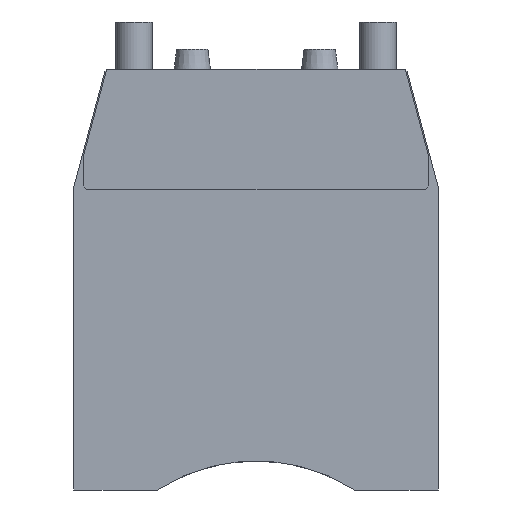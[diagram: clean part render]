
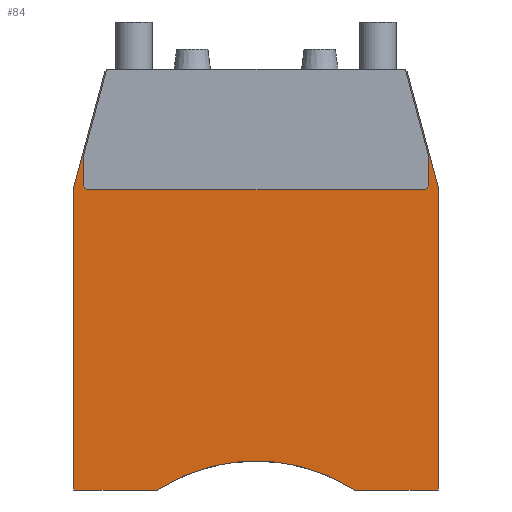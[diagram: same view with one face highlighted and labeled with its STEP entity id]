
A CAD part, left-side view. The second image highlights one B-rep face of the part: STEP entity #84.
In plain terms, the highlighted planar face has unit normal (-1, 0, 0).
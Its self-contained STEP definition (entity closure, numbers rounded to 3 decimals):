
#66=CIRCLE('',#665,50.);
#84=ADVANCED_FACE('',(#148),#119,.T.);
#119=PLANE('',#666);
#148=FACE_OUTER_BOUND('',#179,.T.);
#179=EDGE_LOOP('',(#247,#248,#249,#250,#251,#252,#253,#254,#255,#256,#257,
#258,#259,#260,#261,#262));
#247=ORIENTED_EDGE('',*,*,#448,.F.);
#248=ORIENTED_EDGE('',*,*,#432,.F.);
#249=ORIENTED_EDGE('',*,*,#449,.F.);
#250=ORIENTED_EDGE('',*,*,#450,.F.);
#251=ORIENTED_EDGE('',*,*,#451,.F.);
#252=ORIENTED_EDGE('',*,*,#452,.F.);
#253=ORIENTED_EDGE('',*,*,#453,.F.);
#254=ORIENTED_EDGE('',*,*,#454,.F.);
#255=ORIENTED_EDGE('',*,*,#446,.F.);
#256=ORIENTED_EDGE('',*,*,#434,.F.);
#257=ORIENTED_EDGE('',*,*,#455,.F.);
#258=ORIENTED_EDGE('',*,*,#456,.F.);
#259=ORIENTED_EDGE('',*,*,#457,.F.);
#260=ORIENTED_EDGE('',*,*,#458,.F.);
#261=ORIENTED_EDGE('',*,*,#459,.F.);
#262=ORIENTED_EDGE('',*,*,#460,.F.);
#378=VERTEX_POINT('',#902);
#379=VERTEX_POINT('',#904);
#380=VERTEX_POINT('',#906);
#381=VERTEX_POINT('',#908);
#390=VERTEX_POINT('',#933);
#391=VERTEX_POINT('',#937);
#392=VERTEX_POINT('',#939);
#393=VERTEX_POINT('',#941);
#394=VERTEX_POINT('',#943);
#395=VERTEX_POINT('',#945);
#396=VERTEX_POINT('',#947);
#397=VERTEX_POINT('',#950);
#398=VERTEX_POINT('',#952);
#399=VERTEX_POINT('',#954);
#400=VERTEX_POINT('',#956);
#401=VERTEX_POINT('',#958);
#432=EDGE_CURVE('',#378,#379,#508,.T.);
#434=EDGE_CURVE('',#380,#381,#510,.T.);
#446=EDGE_CURVE('',#381,#390,#518,.T.);
#448=EDGE_CURVE('',#379,#391,#520,.T.);
#449=EDGE_CURVE('',#392,#378,#521,.T.);
#450=EDGE_CURVE('',#393,#392,#522,.T.);
#451=EDGE_CURVE('',#394,#393,#523,.T.);
#452=EDGE_CURVE('',#395,#394,#66,.T.);
#453=EDGE_CURVE('',#396,#395,#524,.T.);
#454=EDGE_CURVE('',#390,#396,#525,.T.);
#455=EDGE_CURVE('',#397,#380,#526,.T.);
#456=EDGE_CURVE('',#398,#397,#527,.T.);
#457=EDGE_CURVE('',#399,#398,#528,.T.);
#458=EDGE_CURVE('',#400,#399,#529,.T.);
#459=EDGE_CURVE('',#401,#400,#530,.T.);
#460=EDGE_CURVE('',#391,#401,#531,.T.);
#508=LINE('',#903,#566);
#510=LINE('',#907,#568);
#518=LINE('',#932,#576);
#520=LINE('',#936,#578);
#521=LINE('',#938,#579);
#522=LINE('',#940,#580);
#523=LINE('',#942,#581);
#524=LINE('',#946,#582);
#525=LINE('',#948,#583);
#526=LINE('',#949,#584);
#527=LINE('',#951,#585);
#528=LINE('',#953,#586);
#529=LINE('',#955,#587);
#530=LINE('',#957,#588);
#531=LINE('',#959,#589);
#566=VECTOR('',#723,1.);
#568=VECTOR('',#725,1.);
#576=VECTOR('',#749,1.);
#578=VECTOR('',#753,1.);
#579=VECTOR('',#754,1.);
#580=VECTOR('',#755,1.);
#581=VECTOR('',#756,1.);
#582=VECTOR('',#759,1.);
#583=VECTOR('',#760,1.);
#584=VECTOR('',#761,1.);
#585=VECTOR('',#762,1.);
#586=VECTOR('',#763,1.);
#587=VECTOR('',#764,1.);
#588=VECTOR('',#765,1.);
#589=VECTOR('',#766,1.);
#665=AXIS2_PLACEMENT_3D('',#944,#757,#758);
#666=AXIS2_PLACEMENT_3D('',#960,#767,#768);
#723=DIRECTION('',(0.,-1.,0.));
#725=DIRECTION('',(0.,-1.,0.));
#749=DIRECTION('',(0.,-0.259,-0.966));
#753=DIRECTION('',(0.,0.259,-0.966));
#754=DIRECTION('',(0.,-0.259,0.966));
#755=DIRECTION('',(0.,0.,1.));
#756=DIRECTION('',(0.,1.,0.));
#757=DIRECTION('',(-1.,0.,0.));
#758=DIRECTION('',(0.,-1.,0.));
#759=DIRECTION('',(0.,1.,0.));
#760=DIRECTION('',(0.,0.,-1.));
#761=DIRECTION('',(0.,0.259,0.966));
#762=DIRECTION('',(0.,0.,1.));
#763=DIRECTION('',(0.,-0.707,0.707));
#764=DIRECTION('',(0.,-1.,0.));
#765=DIRECTION('',(0.,-0.707,-0.707));
#766=DIRECTION('',(0.,0.,-1.));
#767=DIRECTION('',(-1.,0.,0.));
#768=DIRECTION('',(0.,0.,1.));
#902=CARTESIAN_POINT('',(74.,41.5,-0.5));
#903=CARTESIAN_POINT('',(74.,-41.5,-0.5));
#904=CARTESIAN_POINT('',(74.,41.134,-0.5));
#906=CARTESIAN_POINT('',(74.,-41.134,-0.5));
#907=CARTESIAN_POINT('',(74.,-41.5,-0.5));
#908=CARTESIAN_POINT('',(74.,-41.5,-0.5));
#932=CARTESIAN_POINT('',(74.,-50.,-32.222));
#933=CARTESIAN_POINT('',(74.,-50.,-32.222));
#936=CARTESIAN_POINT('',(74.,41.,0.));
#937=CARTESIAN_POINT('',(74.,47.5,-24.258));
#938=CARTESIAN_POINT('',(74.,41.5,-0.5));
#939=CARTESIAN_POINT('',(74.,50.,-32.222));
#940=CARTESIAN_POINT('',(74.,50.,-32.222));
#941=CARTESIAN_POINT('',(74.,50.,-115.5));
#942=CARTESIAN_POINT('',(74.,50.,-115.5));
#943=CARTESIAN_POINT('',(74.,27.129,-115.5));
#944=CARTESIAN_POINT('',(74.,0.,-157.5));
#945=CARTESIAN_POINT('',(74.,-27.129,-115.5));
#946=CARTESIAN_POINT('',(74.,-27.129,-115.5));
#947=CARTESIAN_POINT('',(74.,-50.,-115.5));
#948=CARTESIAN_POINT('',(74.,-50.,-115.5));
#949=CARTESIAN_POINT('',(74.,-47.5,-24.258));
#950=CARTESIAN_POINT('',(74.,-47.5,-24.258));
#951=CARTESIAN_POINT('',(74.,-47.5,-24.258));
#952=CARTESIAN_POINT('',(74.,-47.5,-32.));
#953=CARTESIAN_POINT('',(74.,-47.5,-32.));
#954=CARTESIAN_POINT('',(74.,-46.5,-33.));
#955=CARTESIAN_POINT('',(74.,-46.5,-33.));
#956=CARTESIAN_POINT('',(74.,46.5,-33.));
#957=CARTESIAN_POINT('',(74.,46.5,-33.));
#958=CARTESIAN_POINT('',(74.,47.5,-32.));
#959=CARTESIAN_POINT('',(74.,47.5,-32.));
#960=CARTESIAN_POINT('',(74.,0.,-157.5));
